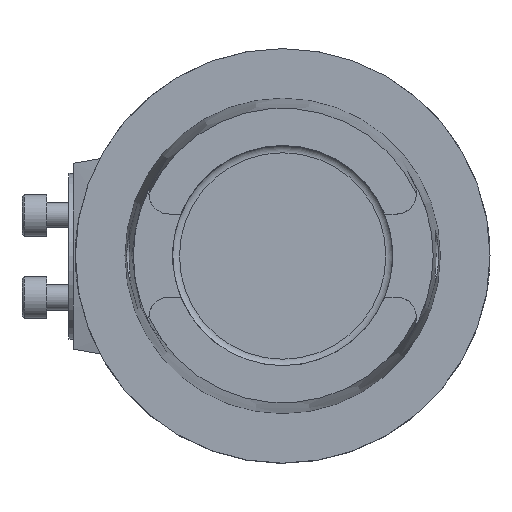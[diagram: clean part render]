
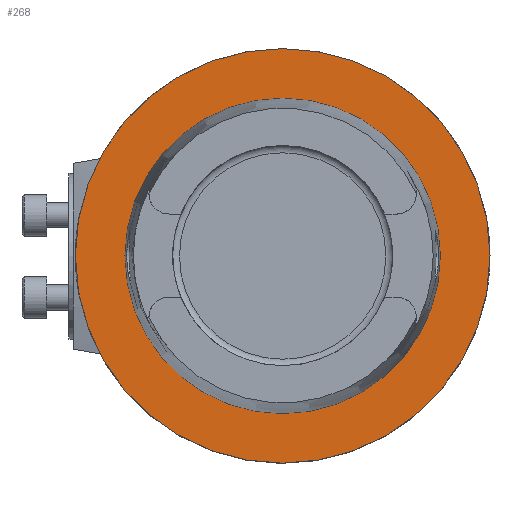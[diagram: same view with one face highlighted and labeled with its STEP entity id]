
A CAD part, top view. The second image highlights one B-rep face of the part: STEP entity #268.
In plain terms, the highlighted planar face has unit normal (0, 0, 1).
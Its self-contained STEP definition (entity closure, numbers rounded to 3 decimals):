
#122=FACE_BOUND('',#515,.T.);
#123=FACE_BOUND('',#516,.T.);
#268=ADVANCED_FACE('',(#122,#123),#362,.F.);
#362=PLANE('',#1969);
#515=EDGE_LOOP('',(#899));
#516=EDGE_LOOP('',(#900));
#646=CIRCLE('',#1926,49.965);
#668=CIRCLE('',#1967,38.008);
#899=ORIENTED_EDGE('',*,*,#1470,.F.);
#900=ORIENTED_EDGE('',*,*,#1545,.T.);
#1279=VERTEX_POINT('',#2851);
#1330=VERTEX_POINT('',#3131);
#1470=EDGE_CURVE('',#1279,#1279,#646,.T.);
#1545=EDGE_CURVE('',#1330,#1330,#668,.T.);
#1926=AXIS2_PLACEMENT_3D('',#2850,#2223,#2224);
#1967=AXIS2_PLACEMENT_3D('',#3130,#2335,#2336);
#1969=AXIS2_PLACEMENT_3D('',#3133,#2339,#2340);
#2223=DIRECTION('',(0.,0.,-1.));
#2224=DIRECTION('',(1.,0.,0.));
#2335=DIRECTION('',(0.,0.,-1.));
#2336=DIRECTION('',(1.,0.,0.));
#2339=DIRECTION('',(0.,0.,-1.));
#2340=DIRECTION('',(1.,0.,0.));
#2850=CARTESIAN_POINT('',(0.,0.,0.));
#2851=CARTESIAN_POINT('',(49.965,0.,0.));
#3130=CARTESIAN_POINT('',(0.,0.,0.));
#3131=CARTESIAN_POINT('',(38.008,0.,0.));
#3133=CARTESIAN_POINT('',(0.,-39.062,0.));
